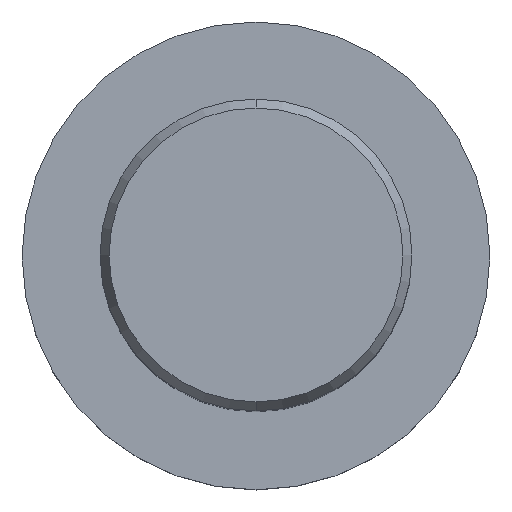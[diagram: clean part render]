
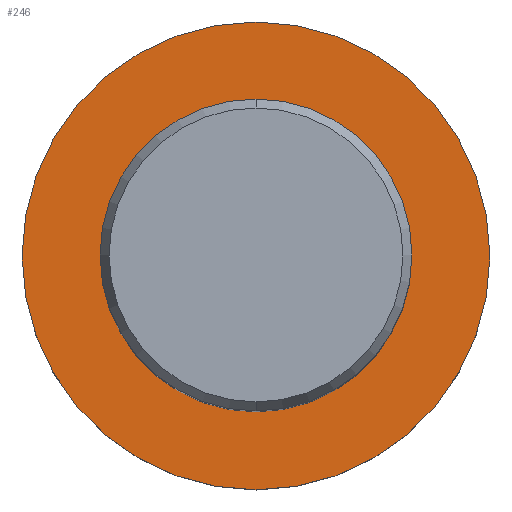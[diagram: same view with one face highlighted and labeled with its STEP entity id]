
A CAD part, top view. The second image highlights one B-rep face of the part: STEP entity #246.
In plain terms, the highlighted planar face has unit normal (0, 0, 1).
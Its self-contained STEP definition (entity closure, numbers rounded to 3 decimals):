
#244=EDGE_CURVE('',#520,#252,#613,.T.);
#246=ADVANCED_FACE('',(#615,#616),#617,.T.);
#250=VERTEX_POINT('',#621);
#252=VERTEX_POINT('',#623);
#422=EDGE_CURVE('',#250,#446,#814,.T.);
#430=EDGE_CURVE('',#446,#250,#823,.T.);
#446=VERTEX_POINT('',#839);
#512=EDGE_CURVE('',#252,#520,#910,.T.);
#520=VERTEX_POINT('',#920);
#613=CIRCLE('',#1043,20.0);
#615=FACE_BOUND('',#1045,.T.);
#616=FACE_OUTER_BOUND('',#1046,.T.);
#617=PLANE('',#1047);
#621=CARTESIAN_POINT('',(0.0,30.0,-70.0));
#623=CARTESIAN_POINT('',(0.,-20.0,-70.0));
#814=CIRCLE('',#1488,30.0);
#823=CIRCLE('',#1499,30.0);
#839=CARTESIAN_POINT('',(0.,-30.0,-70.0));
#910=CIRCLE('',#1638,20.0);
#920=CARTESIAN_POINT('',(0.0,20.0,-70.0));
#1043=AXIS2_PLACEMENT_3D('',#1784,#1785,#1786);
#1045=EDGE_LOOP('',(#1788,#1789));
#1046=EDGE_LOOP('',(#1790,#1791));
#1047=AXIS2_PLACEMENT_3D('',#1792,#1793,#1794);
#1488=AXIS2_PLACEMENT_3D('',#2049,#2050,#2051);
#1499=AXIS2_PLACEMENT_3D('',#2065,#2066,#2067);
#1638=AXIS2_PLACEMENT_3D('',#2142,#2143,#2144);
#1784=CARTESIAN_POINT('',(0.0,0.0,-70.0));
#1785=DIRECTION('',(-0.0,0.0,-1.0));
#1786=DIRECTION('',(0.0,1.0,0.0));
#1788=ORIENTED_EDGE('',*,*,#244,.T.);
#1789=ORIENTED_EDGE('',*,*,#512,.T.);
#1790=ORIENTED_EDGE('',*,*,#422,.F.);
#1791=ORIENTED_EDGE('',*,*,#430,.F.);
#1792=CARTESIAN_POINT('',(0.0,15.0,-70.0));
#1793=DIRECTION('',(-0.0,0.0,1.0));
#1794=DIRECTION('',(0.0,-1.0,0.0));
#2049=CARTESIAN_POINT('',(0.0,0.0,-70.0));
#2050=DIRECTION('',(0.0,0.0,-1.0));
#2051=DIRECTION('',(0.0,1.0,0.0));
#2065=CARTESIAN_POINT('',(0.0,0.0,-70.0));
#2066=DIRECTION('',(0.0,0.0,-1.0));
#2067=DIRECTION('',(0.0,1.0,0.0));
#2142=CARTESIAN_POINT('',(0.0,0.0,-70.0));
#2143=DIRECTION('',(-0.0,0.0,-1.0));
#2144=DIRECTION('',(0.0,1.0,0.0));
